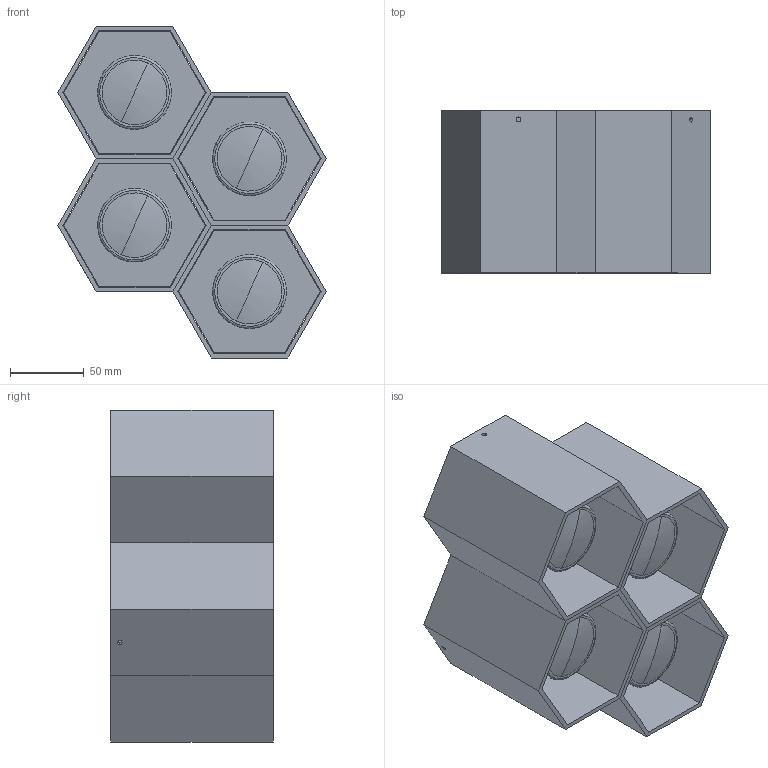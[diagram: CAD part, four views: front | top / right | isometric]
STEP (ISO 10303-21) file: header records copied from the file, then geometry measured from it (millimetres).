
FILE_DESCRIPTION (( 'STEP AP214' ), '1' );
FILE_NAME ('LBL254.STEP', '2021-11-26T06:37:41', ( 'GH' ), ( 'Microsoft' ), 'SwSTEP 2.0', 'SolidWorks 2013', '' );
FILE_SCHEMA (( 'AUTOMOTIVE_DESIGN' ));
Length unit declared in the file: millimetre
Products named in the file (5): LBL254; GU10腑芛+腑邐; GU-10; GU10腑芛-湍窪伎綴裔; 柲階腑芠-3
Assembly tree (10 placements, depth 3):
  LBL254
    柲階腑芠-3  x4
    GU10腑芛+腑邐  x4
      GU10腑芛-湍窪伎綴裔
      GU-10
Bounding box: 181.87 x 110 x 225 mm (x, y, z)
Volume: 632387.5 mm3; surface area: 374320.8 mm2
Topology: 16 solids, 16 shells, 852 faces, 2232 edges, 1452 vertices
Faces by surface type: plane 404, cylinder 316, cone 80, torus 44, sphere 8
Entity records: 8872 total; most frequent: CARTESIAN_POINT 1556, DIRECTION 1167, ORIENTED_EDGE 1116, EDGE_CURVE 558, AXIS2_PLACEMENT_3D 446, VERTEX_POINT 363, VECTOR 275, LINE 275
